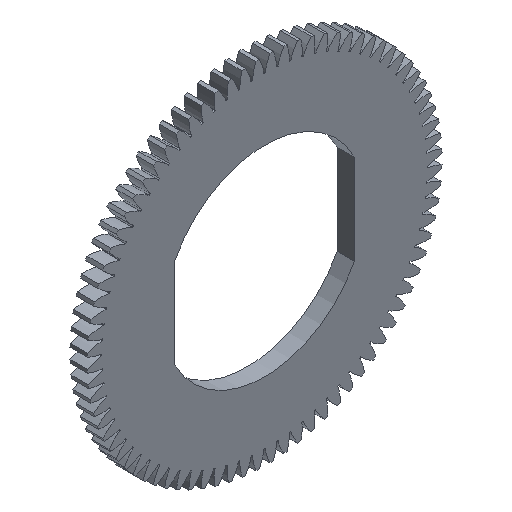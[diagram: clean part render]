
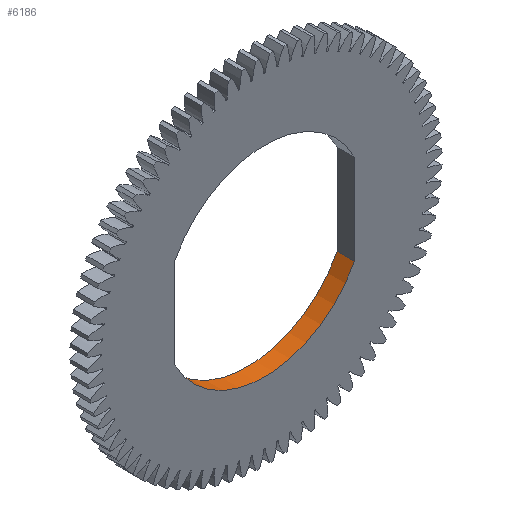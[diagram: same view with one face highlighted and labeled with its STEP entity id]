
A CAD part, isometric view. The second image highlights one B-rep face of the part: STEP entity #6186.
In plain terms, the highlighted cylindrical face has radius 29 mm (diameter 58 mm), a partial arc.
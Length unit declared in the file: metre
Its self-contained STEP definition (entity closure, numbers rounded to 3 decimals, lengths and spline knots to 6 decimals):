
#826=LINE('',#15533,#1154);
#827=LINE('',#15538,#1155);
#1154=VECTOR('',#7981,1.);
#1155=VECTOR('',#7984,1.);
#2440=ORIENTED_EDGE('',*,*,#4066,.F.);
#2441=ORIENTED_EDGE('',*,*,#4067,.T.);
#2442=ORIENTED_EDGE('',*,*,#4068,.T.);
#2443=ORIENTED_EDGE('',*,*,#4069,.F.);
#4066=EDGE_CURVE('',#4720,#4721,#826,.T.);
#4067=EDGE_CURVE('',#4720,#4722,#5044,.T.);
#4068=EDGE_CURVE('',#4722,#4723,#827,.T.);
#4069=EDGE_CURVE('',#4721,#4723,#5045,.T.);
#4720=VERTEX_POINT('',#15534);
#4721=VERTEX_POINT('',#15535);
#4722=VERTEX_POINT('',#15537);
#4723=VERTEX_POINT('',#15539);
#5044=CIRCLE('',#6686,0.029);
#5045=CIRCLE('',#6687,0.029);
#5368=EDGE_LOOP('',(#2440,#2441,#2442,#2443));
#5696=FACE_BOUND('',#5368,.T.);
#5864=CYLINDRICAL_SURFACE('',#6685,0.029);
#6186=ADVANCED_FACE('',(#5696),#5864,.F.);
#6685=AXIS2_PLACEMENT_3D('',#15532,#7979,#7980);
#6686=AXIS2_PLACEMENT_3D('',#15536,#7982,#7983);
#6687=AXIS2_PLACEMENT_3D('',#15540,#7985,#7986);
#7979=DIRECTION('',(0.,1.,0.));
#7980=DIRECTION('',(0.,0.,1.));
#7981=DIRECTION('',(0.,1.,0.));
#7982=DIRECTION('',(0.,-1.,0.));
#7983=DIRECTION('',(1.,0.,0.));
#7984=DIRECTION('',(0.,1.,0.));
#7985=DIRECTION('',(0.,-1.,0.));
#7986=DIRECTION('',(1.,0.,0.));
#15532=CARTESIAN_POINT('',(0.0625,-0.005,0.));
#15533=CARTESIAN_POINT('',(0.0366,-0.005,-0.013046));
#15534=CARTESIAN_POINT('',(0.0366,-0.005,-0.013046));
#15535=CARTESIAN_POINT('',(0.0366,0.,-0.013046));
#15536=CARTESIAN_POINT('',(0.0625,-0.005,0.));
#15537=CARTESIAN_POINT('',(0.0884,-0.005,-0.013046));
#15538=CARTESIAN_POINT('',(0.0884,-0.005,-0.013046));
#15539=CARTESIAN_POINT('',(0.0884,0.,-0.013046));
#15540=CARTESIAN_POINT('',(0.0625,0.,0.));
